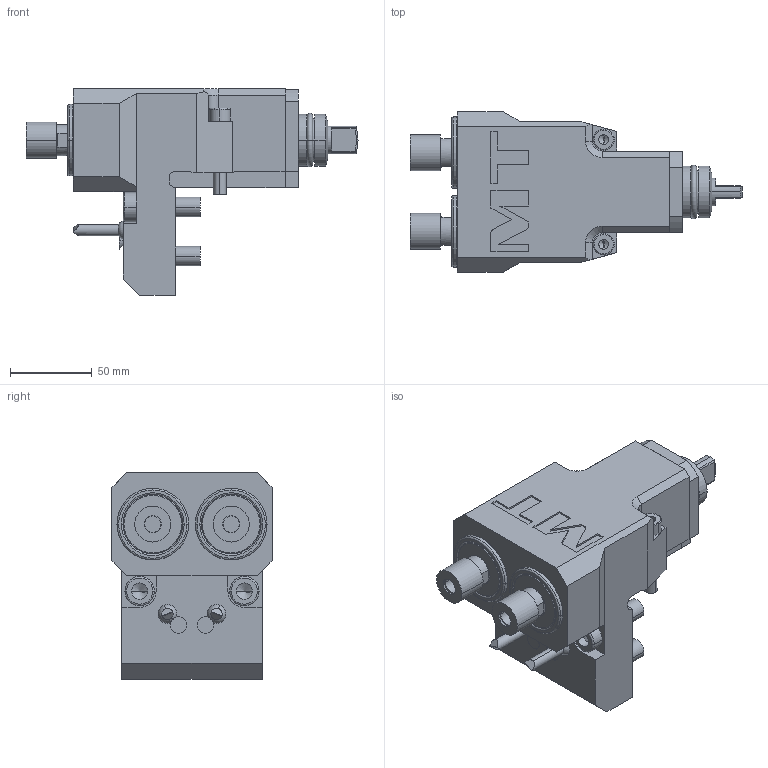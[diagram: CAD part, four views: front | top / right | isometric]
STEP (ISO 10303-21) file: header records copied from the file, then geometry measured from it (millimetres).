
FILE_DESCRIPTION((''),'2;1');
FILE_NAME('MSL0020216_CONF','2023-03-01T08:36:22',('sterribile'),('M.T. srl'),'CREO PARAMETRIC BY PTC INC, 2021072','CREO PARAMETRIC BY PTC INC, 2021072','');
FILE_SCHEMA(('CONFIG_CONTROL_DESIGN'));
Length unit declared in the file: millimetre
Products named in the file (1): MSL0020216_CONF
Bounding box: 203.1 x 98 x 126.5 mm (x, y, z)
Volume: 832750.8 mm3; surface area: 89993.7 mm2
Topology: 1 solids, 1 shells, 328 faces, 776 edges, 492 vertices
Faces by surface type: plane 151, cylinder 115, cone 34, torus 22, sphere 4, extrusion 2
Entity records: 9746 total; most frequent: CARTESIAN_POINT 1994, DIRECTION 1680, ORIENTED_EDGE 1536, EDGE_CURVE 768, AXIS2_PLACEMENT_3D 640, VERTEX_POINT 492, VECTOR 400, LINE 398
